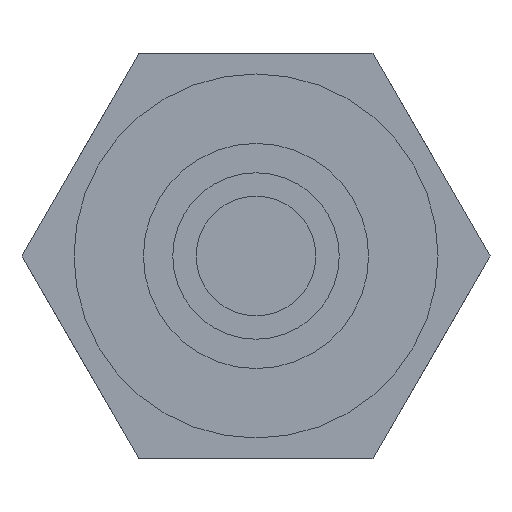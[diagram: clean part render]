
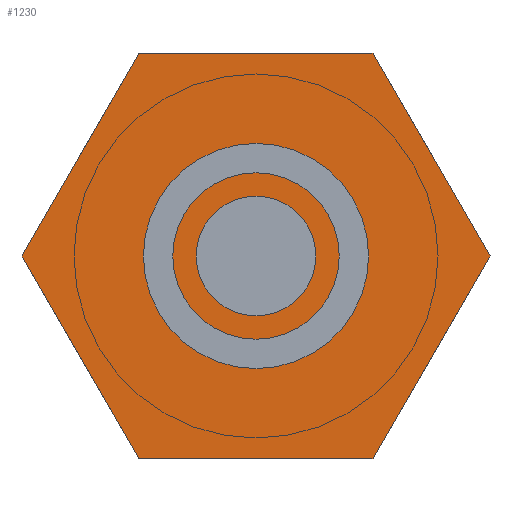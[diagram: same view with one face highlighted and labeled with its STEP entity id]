
A CAD part, left-side view. The second image highlights one B-rep face of the part: STEP entity #1230.
In plain terms, the highlighted planar face has unit normal (-1, 0, 0).
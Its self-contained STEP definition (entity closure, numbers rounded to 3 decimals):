
#63 = AXIS2_PLACEMENT_3D ( 'NONE', #2125, #1547, #374 ) ;
#66 = CARTESIAN_POINT ( 'NONE',  ( 144.39, 109.5, 0. ) ) ;
#85 = ORIENTED_EDGE ( 'NONE', *, *, #635, .F. ) ;
#100 = ORIENTED_EDGE ( 'NONE', *, *, #1657, .F. ) ;
#117 = LINE ( 'NONE', #474, #2140 ) ;
#155 = CARTESIAN_POINT ( 'NONE',  ( 144.39, 100.5, 0. ) ) ;
#159 = VERTEX_POINT ( 'NONE', #391 ) ;
#232 = ORIENTED_EDGE ( 'NONE', *, *, #422, .F. ) ;
#265 = CARTESIAN_POINT ( 'NONE',  ( 144.39, 102.75, -3.897 ) ) ;
#343 = ORIENTED_EDGE ( 'NONE', *, *, #1618, .F. ) ;
#354 = LINE ( 'NONE', #265, #1350 ) ;
#374 = DIRECTION ( 'NONE',  ( 0., 0., -1. ) ) ;
#376 = VERTEX_POINT ( 'NONE', #2022 ) ;
#391 = CARTESIAN_POINT ( 'NONE',  ( 144.39, 107.25, -3.897 ) ) ;
#422 = EDGE_CURVE ( 'NONE', #515, #376, #117, .T. ) ;
#474 = CARTESIAN_POINT ( 'NONE',  ( 144.39, 107.25, 3.897 ) ) ;
#515 = VERTEX_POINT ( 'NONE', #1133 ) ;
#635 = EDGE_CURVE ( 'NONE', #2501, #2116, #2138, .T. ) ;
#659 = VECTOR ( 'NONE', #2505, 1000. ) ;
#1080 = EDGE_CURVE ( 'NONE', #2116, #159, #354, .T. ) ;
#1095 = LINE ( 'NONE', #1532, #2123 ) ;
#1133 = CARTESIAN_POINT ( 'NONE',  ( 144.39, 107.25, 3.897 ) ) ;
#1230 = ADVANCED_FACE ( 'NONE', ( #2312 ), #1365, .F. ) ;
#1350 = VECTOR ( 'NONE', #1446, 1000. ) ;
#1365 = PLANE ( 'NONE',  #63 ) ;
#1392 = EDGE_CURVE ( 'NONE', #159, #1661, #1095, .T. ) ;
#1446 = DIRECTION ( 'NONE',  ( 0., 1., 0. ) ) ;
#1451 = DIRECTION ( 'NONE',  ( 0., -0.5, 0.866 ) ) ;
#1453 = VECTOR ( 'NONE', #1451, 1000. ) ;
#1497 = DIRECTION ( 'NONE',  ( 0., -1., 0. ) ) ;
#1532 = CARTESIAN_POINT ( 'NONE',  ( 144.39, 107.25, -3.897 ) ) ;
#1547 = DIRECTION ( 'NONE',  ( 1., 0., 0. ) ) ;
#1618 = EDGE_CURVE ( 'NONE', #1661, #515, #1963, .T. ) ;
#1657 = EDGE_CURVE ( 'NONE', #376, #2501, #1721, .T. ) ;
#1661 = VERTEX_POINT ( 'NONE', #2242 ) ;
#1667 = VECTOR ( 'NONE', #2040, 1000. ) ;
#1721 = LINE ( 'NONE', #1853, #1667 ) ;
#1746 = DIRECTION ( 'NONE',  ( 0., 0.5, 0.866 ) ) ;
#1853 = CARTESIAN_POINT ( 'NONE',  ( 144.39, 102.75, 3.897 ) ) ;
#1909 = ORIENTED_EDGE ( 'NONE', *, *, #1080, .F. ) ;
#1950 = EDGE_LOOP ( 'NONE', ( #343, #2080, #1909, #85, #100, #232 ) ) ;
#1963 = LINE ( 'NONE', #66, #1453 ) ;
#2022 = CARTESIAN_POINT ( 'NONE',  ( 144.39, 102.75, 3.897 ) ) ;
#2040 = DIRECTION ( 'NONE',  ( 0., -0.5, -0.866 ) ) ;
#2080 = ORIENTED_EDGE ( 'NONE', *, *, #1392, .F. ) ;
#2116 = VERTEX_POINT ( 'NONE', #2290 ) ;
#2123 = VECTOR ( 'NONE', #1746, 1000. ) ;
#2125 = CARTESIAN_POINT ( 'NONE',  ( 144.39, 0., 0. ) ) ;
#2138 = LINE ( 'NONE', #155, #659 ) ;
#2140 = VECTOR ( 'NONE', #1497, 1000. ) ;
#2225 = CARTESIAN_POINT ( 'NONE',  ( 144.39, 100.5, 0. ) ) ;
#2242 = CARTESIAN_POINT ( 'NONE',  ( 144.39, 109.5, 0. ) ) ;
#2290 = CARTESIAN_POINT ( 'NONE',  ( 144.39, 102.75, -3.897 ) ) ;
#2312 = FACE_OUTER_BOUND ( 'NONE', #1950, .T. ) ;
#2501 = VERTEX_POINT ( 'NONE', #2225 ) ;
#2505 = DIRECTION ( 'NONE',  ( 0., 0.5, -0.866 ) ) ;
